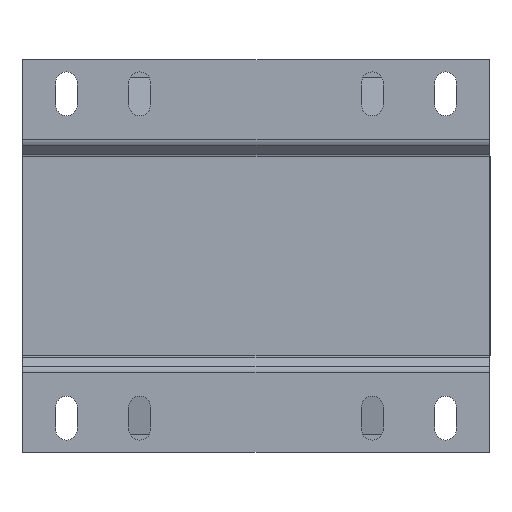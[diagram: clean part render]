
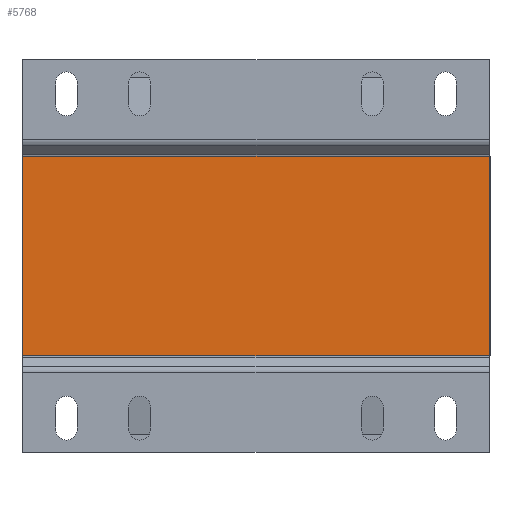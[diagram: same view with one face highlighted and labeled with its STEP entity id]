
A CAD part, front view. The second image highlights one B-rep face of the part: STEP entity #5768.
In plain terms, the highlighted planar face has unit normal (0, -1, 0).
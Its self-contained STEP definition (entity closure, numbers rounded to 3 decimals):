
#337 = LINE ( 'NONE', #3508, #2793 ) ;
#359 = DIRECTION ( 'NONE',  ( -1., 0., 0. ) ) ;
#808 = VERTEX_POINT ( 'NONE', #7553 ) ;
#846 = EDGE_CURVE ( 'NONE', #2456, #4905, #5104, .T. ) ;
#860 = FACE_OUTER_BOUND ( 'NONE', #3486, .T. ) ;
#1062 = LINE ( 'NONE', #2859, #5900 ) ;
#1734 = DIRECTION ( 'NONE',  ( 0., 0., -1. ) ) ;
#1864 = CARTESIAN_POINT ( 'NONE',  ( 95.75, -82.5, -41. ) ) ;
#2110 = CARTESIAN_POINT ( 'NONE',  ( -95.75, -82.5, 80.5 ) ) ;
#2270 = DIRECTION ( 'NONE',  ( -1., 0., 0. ) ) ;
#2456 = VERTEX_POINT ( 'NONE', #3754 ) ;
#2793 = VECTOR ( 'NONE', #1734, 1000. ) ;
#2859 = CARTESIAN_POINT ( 'NONE',  ( 0., -82.5, -41. ) ) ;
#3299 = ORIENTED_EDGE ( 'NONE', *, *, #846, .F. ) ;
#3309 = ORIENTED_EDGE ( 'NONE', *, *, #6132, .F. ) ;
#3481 = VECTOR ( 'NONE', #6346, 1000. ) ;
#3486 = EDGE_LOOP ( 'NONE', ( #4933, #3309, #5000, #3299 ) ) ;
#3508 = CARTESIAN_POINT ( 'NONE',  ( 95.75, -82.5, 80.5 ) ) ;
#3754 = CARTESIAN_POINT ( 'NONE',  ( -95.75, -82.5, -41. ) ) ;
#3910 = LINE ( 'NONE', #4694, #5319 ) ;
#4586 = AXIS2_PLACEMENT_3D ( 'NONE', #7250, #6075, #5493 ) ;
#4694 = CARTESIAN_POINT ( 'NONE',  ( 0., -82.5, 41. ) ) ;
#4905 = VERTEX_POINT ( 'NONE', #7688 ) ;
#4933 = ORIENTED_EDGE ( 'NONE', *, *, #6756, .F. ) ;
#5000 = ORIENTED_EDGE ( 'NONE', *, *, #7247, .T. ) ;
#5067 = VERTEX_POINT ( 'NONE', #1864 ) ;
#5104 = LINE ( 'NONE', #2110, #3481 ) ;
#5319 = VECTOR ( 'NONE', #2270, 1000. ) ;
#5438 = PLANE ( 'NONE',  #4586 ) ;
#5493 = DIRECTION ( 'NONE',  ( 1., 0., 0. ) ) ;
#5768 = ADVANCED_FACE ( 'NONE', ( #860 ), #5438, .F. ) ;
#5900 = VECTOR ( 'NONE', #359, 1000. ) ;
#6075 = DIRECTION ( 'NONE',  ( 0., 1., 0. ) ) ;
#6132 = EDGE_CURVE ( 'NONE', #808, #5067, #337, .T. ) ;
#6346 = DIRECTION ( 'NONE',  ( 0., 0., 1. ) ) ;
#6756 = EDGE_CURVE ( 'NONE', #5067, #2456, #1062, .T. ) ;
#7247 = EDGE_CURVE ( 'NONE', #808, #4905, #3910, .T. ) ;
#7250 = CARTESIAN_POINT ( 'NONE',  ( 0., -82.5, 0. ) ) ;
#7553 = CARTESIAN_POINT ( 'NONE',  ( 95.75, -82.5, 41. ) ) ;
#7688 = CARTESIAN_POINT ( 'NONE',  ( -95.75, -82.5, 41. ) ) ;
